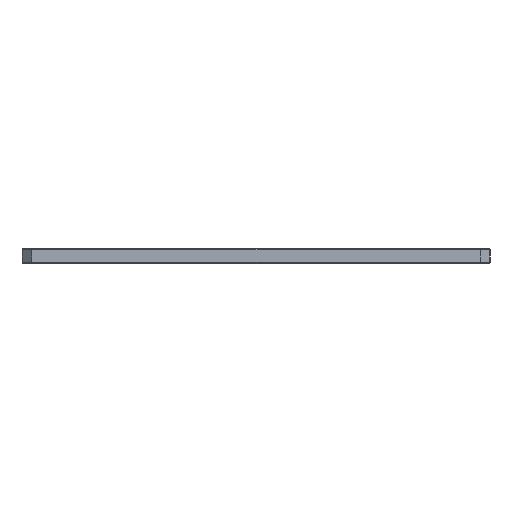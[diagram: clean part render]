
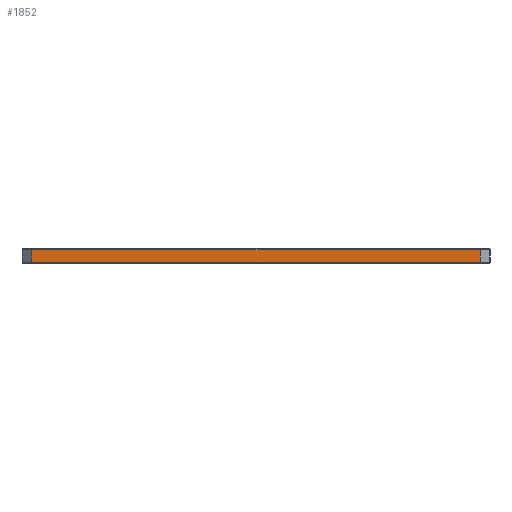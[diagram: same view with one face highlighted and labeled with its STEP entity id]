
A CAD part, left-side view. The second image highlights one B-rep face of the part: STEP entity #1852.
In plain terms, the highlighted planar face has unit normal (-1, 0, 0).
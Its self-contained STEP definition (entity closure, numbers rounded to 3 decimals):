
#28 = EDGE_CURVE ( 'NONE', #3932, #2242, #1691, .T. ) ;
#128 = CARTESIAN_POINT ( 'NONE',  ( -570., -230., 1. ) ) ;
#181 = CARTESIAN_POINT ( 'NONE',  ( -570., -230., 15. ) ) ;
#199 = PLANE ( 'NONE',  #3193 ) ;
#339 = LINE ( 'NONE', #181, #1867 ) ;
#440 = VECTOR ( 'NONE', #833, 1000. ) ;
#545 = EDGE_CURVE ( 'NONE', #2242, #2033, #339, .T. ) ;
#664 = CARTESIAN_POINT ( 'NONE',  ( -570., -230., 1. ) ) ;
#699 = CARTESIAN_POINT ( 'NONE',  ( -570., -240., 14. ) ) ;
#833 = DIRECTION ( 'NONE',  ( 0., 1., 0. ) ) ;
#880 = EDGE_LOOP ( 'NONE', ( #2852, #1150, #4482, #4105 ) ) ;
#967 = DIRECTION ( 'NONE',  ( 0., 0., -1. ) ) ;
#1150 = ORIENTED_EDGE ( 'NONE', *, *, #28, .T. ) ;
#1413 = LINE ( 'NONE', #699, #440 ) ;
#1691 = LINE ( 'NONE', #128, #4043 ) ;
#1821 = EDGE_CURVE ( 'NONE', #2033, #3146, #1413, .T. ) ;
#1852 = ADVANCED_FACE ( 'NONE', ( #4484 ), #199, .F. ) ;
#1867 = VECTOR ( 'NONE', #2021, 1000. ) ;
#1988 = VECTOR ( 'NONE', #967, 1000. ) ;
#2021 = DIRECTION ( 'NONE',  ( 0., 0., 1. ) ) ;
#2033 = VERTEX_POINT ( 'NONE', #3686 ) ;
#2242 = VERTEX_POINT ( 'NONE', #664 ) ;
#2806 = DIRECTION ( 'NONE',  ( 1., 0., 0. ) ) ;
#2828 = CARTESIAN_POINT ( 'NONE',  ( -570., -240., 15. ) ) ;
#2852 = ORIENTED_EDGE ( 'NONE', *, *, #3485, .T. ) ;
#3146 = VERTEX_POINT ( 'NONE', #3356 ) ;
#3190 = DIRECTION ( 'NONE',  ( 0., 0., -1. ) ) ;
#3193 = AXIS2_PLACEMENT_3D ( 'NONE', #2828, #2806, #3190 ) ;
#3356 = CARTESIAN_POINT ( 'NONE',  ( -570., 230., 14. ) ) ;
#3485 = EDGE_CURVE ( 'NONE', #3146, #3932, #3603, .T. ) ;
#3526 = CARTESIAN_POINT ( 'NONE',  ( -570., 230., 1. ) ) ;
#3603 = LINE ( 'NONE', #3608, #1988 ) ;
#3608 = CARTESIAN_POINT ( 'NONE',  ( -570., 230., 15. ) ) ;
#3686 = CARTESIAN_POINT ( 'NONE',  ( -570., -230., 14. ) ) ;
#3873 = DIRECTION ( 'NONE',  ( 0., -1., 0. ) ) ;
#3932 = VERTEX_POINT ( 'NONE', #3526 ) ;
#4043 = VECTOR ( 'NONE', #3873, 1000. ) ;
#4105 = ORIENTED_EDGE ( 'NONE', *, *, #1821, .T. ) ;
#4482 = ORIENTED_EDGE ( 'NONE', *, *, #545, .T. ) ;
#4484 = FACE_OUTER_BOUND ( 'NONE', #880, .T. ) ;
